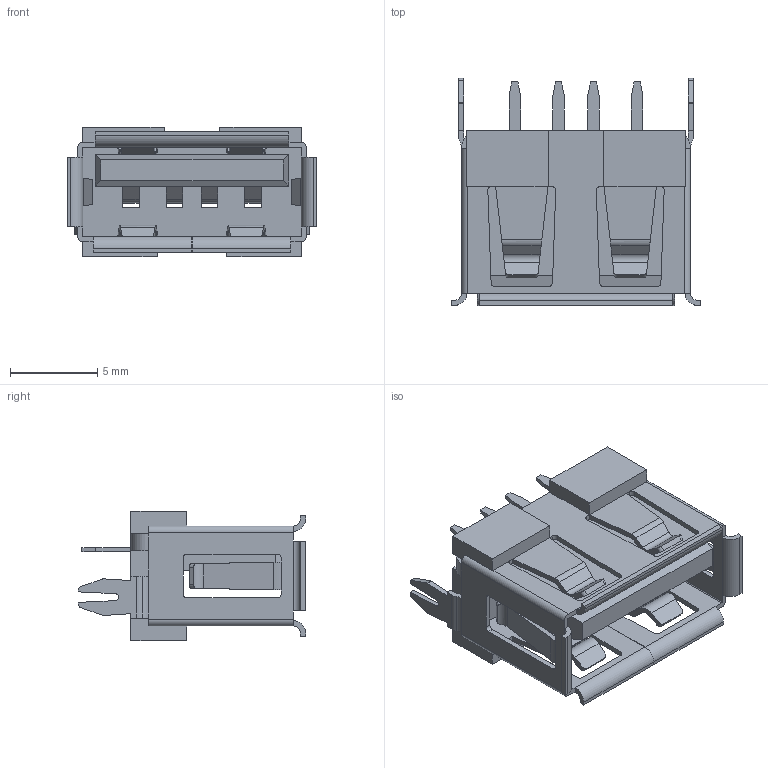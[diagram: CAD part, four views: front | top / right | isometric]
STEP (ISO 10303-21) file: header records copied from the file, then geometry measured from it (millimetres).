
FILE_DESCRIPTION( ( 'Unknown' ), '1' );
FILE_NAME( '614004185023.stp', 'Unknown', ( 'Unknown' ), ( 'Unknown' ), 'PSStep 17.0.49', 'Unknown', ' ' );
FILE_SCHEMA( ( 'AUTOMOTIVE_DESIGN { 1 0 10303 214 1 1 1 1 }' ) );
Length unit declared in the file: millimetre
Products named in the file (4): Assem1; 614004185023; 614004185023_Shielding
Assembly tree (6 placements, depth 2):
  Assem1
    614004185023
    614004185023  x4
    614004185023_Shielding
Bounding box: 14.3 x 13 x 7.4 mm (x, y, z)
Volume: 329.9 mm3; surface area: 1451.9 mm2
Topology: 6 solids, 6 shells, 528 faces, 1506 edges, 984 vertices
Faces by surface type: plane 400, cylinder 128
Entity records: 16918 total; most frequent: CARTESIAN_POINT 2435, ORIENTED_EDGE 2388, DIRECTION 2242, EDGE_CURVE 1194, LINE 972, VECTOR 972, VERTEX_POINT 780, AXIS2_PLACEMENT_3D 635
